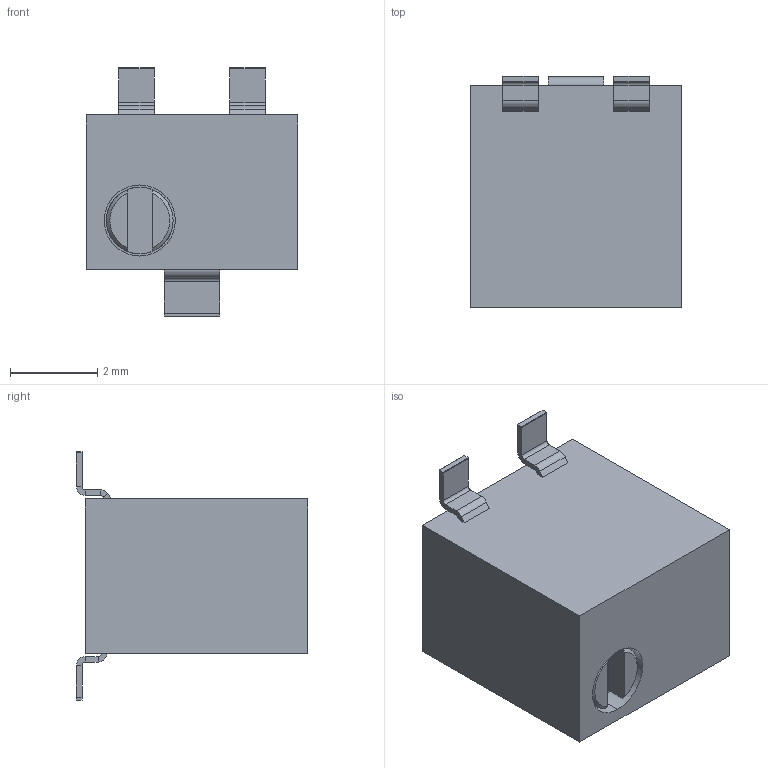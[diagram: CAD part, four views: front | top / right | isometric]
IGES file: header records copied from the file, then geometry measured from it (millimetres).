
Start section:  PTC IGES file: 33756-73903_3.igs
Global section: file name: 33756-73903_3.igs; native system: Creo Parametric by Parametric Technology Corporation; preprocessor: 2012230; author: stevec; organization: Unknown; date: 20121025.085226; units: inch
Bounding box: 4.83 x 5.28 x 5.68 mm (x, y, z)
Volume: 86.4 mm3; surface area: 135.5 mm2
Topology: 1 solids, 1 shells, 101 faces, 222 edges, 128 vertices
Faces by surface type: bspline 83, revolution 18
